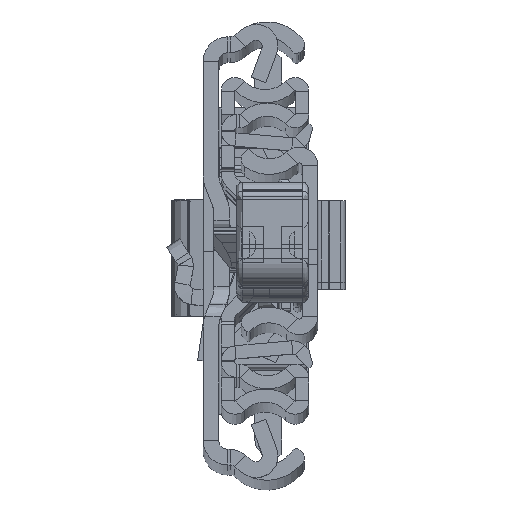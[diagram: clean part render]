
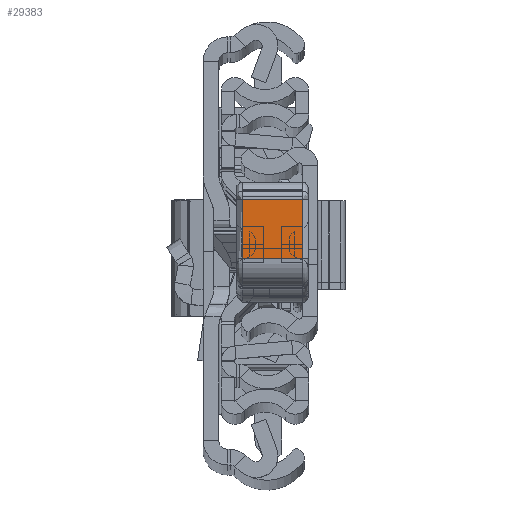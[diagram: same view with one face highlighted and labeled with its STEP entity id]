
A CAD part, top view. The second image highlights one B-rep face of the part: STEP entity #29383.
In plain terms, the highlighted face is planar.
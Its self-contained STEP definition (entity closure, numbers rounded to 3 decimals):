
#835 = LINE ( 'NONE', #24241, #29309 ) ;
#1647 = VERTEX_POINT ( 'NONE', #27516 ) ;
#1760 = LINE ( 'NONE', #33821, #30287 ) ;
#1980 = EDGE_CURVE ( 'NONE', #3911, #7866, #1760, .T. ) ;
#3911 = VERTEX_POINT ( 'NONE', #17049 ) ;
#4613 = PLANE ( 'NONE',  #9059 ) ;
#7375 = VERTEX_POINT ( 'NONE', #17783 ) ;
#7508 = DIRECTION ( 'NONE',  ( 0.027, 1., 0. ) ) ;
#7595 = LINE ( 'NONE', #14293, #17820 ) ;
#7866 = VERTEX_POINT ( 'NONE', #30264 ) ;
#7904 = DIRECTION ( 'NONE',  ( -0.027, -1., 0. ) ) ;
#8151 = LINE ( 'NONE', #28456, #11130 ) ;
#9059 = AXIS2_PLACEMENT_3D ( 'NONE', #25376, #13481, #7904 ) ;
#9976 = ORIENTED_EDGE ( 'NONE', *, *, #29991, .F. ) ;
#9994 = ORIENTED_EDGE ( 'NONE', *, *, #21685, .F. ) ;
#10780 = FACE_OUTER_BOUND ( 'NONE', #19008, .T. ) ;
#11130 = VECTOR ( 'NONE', #19880, 1000. ) ;
#13481 = DIRECTION ( 'NONE',  ( -1., 0.027, 0. ) ) ;
#14293 = CARTESIAN_POINT ( 'NONE',  ( 39.55, -12.274, -10. ) ) ;
#17049 = CARTESIAN_POINT ( 'NONE',  ( 39.55, -12.274, 0. ) ) ;
#17783 = CARTESIAN_POINT ( 'NONE',  ( 39.818, -2.465, -10. ) ) ;
#17820 = VECTOR ( 'NONE', #19142, 1000. ) ;
#18797 = EDGE_CURVE ( 'NONE', #7375, #1647, #7595, .T. ) ;
#19008 = EDGE_LOOP ( 'NONE', ( #9994, #23267, #9976, #20985 ) ) ;
#19142 = DIRECTION ( 'NONE',  ( -0.027, -1., 0. ) ) ;
#19880 = DIRECTION ( 'NONE',  ( 0., 0., 1. ) ) ;
#20985 = ORIENTED_EDGE ( 'NONE', *, *, #1980, .F. ) ;
#21685 = EDGE_CURVE ( 'NONE', #1647, #3911, #8151, .T. ) ;
#23267 = ORIENTED_EDGE ( 'NONE', *, *, #18797, .F. ) ;
#24241 = CARTESIAN_POINT ( 'NONE',  ( 39.818, -2.465, -11. ) ) ;
#25376 = CARTESIAN_POINT ( 'NONE',  ( 39.55, -12.274, -11. ) ) ;
#27516 = CARTESIAN_POINT ( 'NONE',  ( 39.55, -12.274, -10. ) ) ;
#28456 = CARTESIAN_POINT ( 'NONE',  ( 39.55, -12.274, -11. ) ) ;
#29309 = VECTOR ( 'NONE', #31621, 1000. ) ;
#29383 = ADVANCED_FACE ( 'NONE', ( #10780 ), #4613, .F. ) ;
#29991 = EDGE_CURVE ( 'NONE', #7866, #7375, #835, .T. ) ;
#30264 = CARTESIAN_POINT ( 'NONE',  ( 39.818, -2.465, 0. ) ) ;
#30287 = VECTOR ( 'NONE', #7508, 1000. ) ;
#31621 = DIRECTION ( 'NONE',  ( 0., 0., -1. ) ) ;
#33821 = CARTESIAN_POINT ( 'NONE',  ( 39.55, -12.274, 0. ) ) ;
